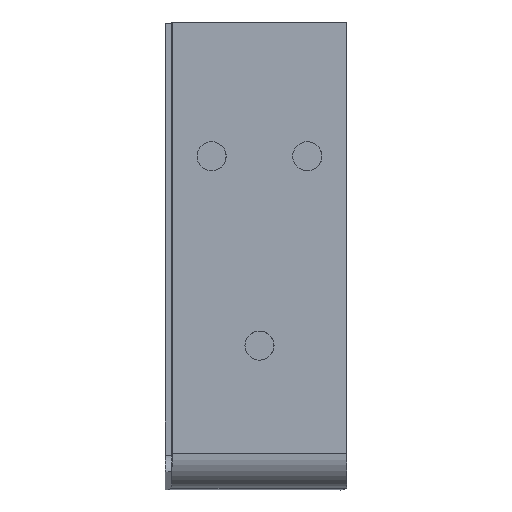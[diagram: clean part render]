
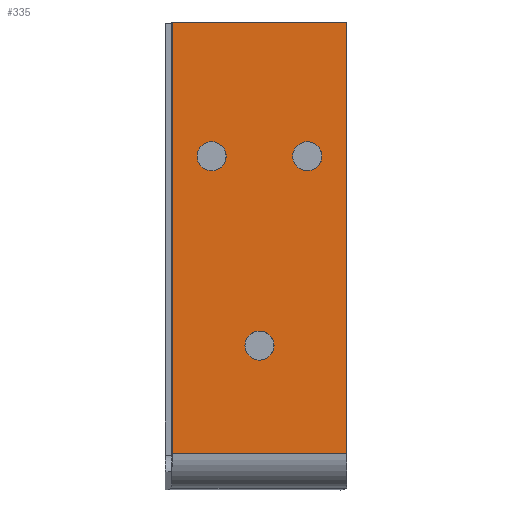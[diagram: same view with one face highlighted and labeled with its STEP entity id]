
A CAD part, top view. The second image highlights one B-rep face of the part: STEP entity #335.
In plain terms, the highlighted planar face has unit normal (0.008, 0, 1).
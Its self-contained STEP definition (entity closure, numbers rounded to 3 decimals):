
#18=FACE_BOUND('',#68,.T.);
#19=FACE_BOUND('',#69,.T.);
#20=FACE_BOUND('',#70,.T.);
#30=PLANE('',#380);
#47=FACE_OUTER_BOUND('',#67,.T.);
#67=EDGE_LOOP('',(#305,#306,#307,#308));
#68=EDGE_LOOP('',(#309));
#69=EDGE_LOOP('',(#310));
#70=EDGE_LOOP('',(#311));
#75=LINE('',#503,#106);
#79=LINE('',#512,#110);
#93=LINE('',#551,#124);
#100=LINE('',#565,#131);
#106=VECTOR('',#411,10.);
#110=VECTOR('',#419,10.);
#124=VECTOR('',#449,10.);
#131=VECTOR('',#470,10.);
#134=CIRCLE('',#352,2.5);
#136=CIRCLE('',#355,2.5);
#138=CIRCLE('',#358,2.5);
#148=VERTEX_POINT('',#480);
#150=VERTEX_POINT('',#486);
#152=VERTEX_POINT('',#492);
#153=VERTEX_POINT('',#496);
#156=VERTEX_POINT('',#501);
#159=VERTEX_POINT('',#511);
#176=VERTEX_POINT('',#549);
#179=EDGE_CURVE('',#148,#148,#134,.T.);
#182=EDGE_CURVE('',#150,#150,#136,.T.);
#185=EDGE_CURVE('',#152,#152,#138,.T.);
#189=EDGE_CURVE('',#156,#153,#75,.T.);
#193=EDGE_CURVE('',#153,#159,#79,.T.);
#213=EDGE_CURVE('',#156,#176,#93,.T.);
#220=EDGE_CURVE('',#159,#176,#100,.T.);
#305=ORIENTED_EDGE('',*,*,#189,.F.);
#306=ORIENTED_EDGE('',*,*,#213,.T.);
#307=ORIENTED_EDGE('',*,*,#220,.F.);
#308=ORIENTED_EDGE('',*,*,#193,.F.);
#309=ORIENTED_EDGE('',*,*,#179,.T.);
#310=ORIENTED_EDGE('',*,*,#182,.T.);
#311=ORIENTED_EDGE('',*,*,#185,.T.);
#335=ADVANCED_FACE('',(#47,#18,#19,#20),#30,.F.);
#352=AXIS2_PLACEMENT_3D('',#482,#388,#389);
#355=AXIS2_PLACEMENT_3D('',#488,#395,#396);
#358=AXIS2_PLACEMENT_3D('',#494,#402,#403);
#380=AXIS2_PLACEMENT_3D('',#568,#474,#475);
#388=DIRECTION('center_axis',(-0.008,0.,
-1.));
#389=DIRECTION('ref_axis',(-1.,0.,0.008));
#395=DIRECTION('center_axis',(-0.008,0.,
-1.));
#396=DIRECTION('ref_axis',(-1.,0.,0.008));
#402=DIRECTION('center_axis',(-0.008,0.,
-1.));
#403=DIRECTION('ref_axis',(-1.,0.,0.008));
#411=DIRECTION('',(-1.,0.,0.008));
#419=DIRECTION('',(0.,1.,0.));
#449=DIRECTION('',(0.,1.,0.));
#470=DIRECTION('',(1.,0.,-0.008));
#474=DIRECTION('center_axis',(-0.008,0.,
-1.));
#475=DIRECTION('ref_axis',(-1.,0.,0.008));
#480=CARTESIAN_POINT('',(-40.825,53.594,190.871));
#482=CARTESIAN_POINT('Origin',(-43.325,53.594,190.891));
#486=CARTESIAN_POINT('',(-57.237,53.594,191.));
#488=CARTESIAN_POINT('Origin',(-59.737,53.594,191.02));
#492=CARTESIAN_POINT('',(-49.031,21.111,190.935));
#494=CARTESIAN_POINT('Origin',(-51.531,21.111,190.955));
#496=CARTESIAN_POINT('',(-66.531,2.604,191.073));
#501=CARTESIAN_POINT('',(-36.532,2.604,190.837));
#503=CARTESIAN_POINT('',(-44.031,2.604,190.896));
#511=CARTESIAN_POINT('',(-66.531,76.604,191.073));
#512=CARTESIAN_POINT('',(-66.531,-3.396,191.073));
#549=CARTESIAN_POINT('',(-36.532,76.604,190.837));
#551=CARTESIAN_POINT('',(-36.532,-3.396,190.837));
#565=CARTESIAN_POINT('',(-116.529,76.604,191.466));
#568=CARTESIAN_POINT('Origin',(-51.531,36.604,190.955));
